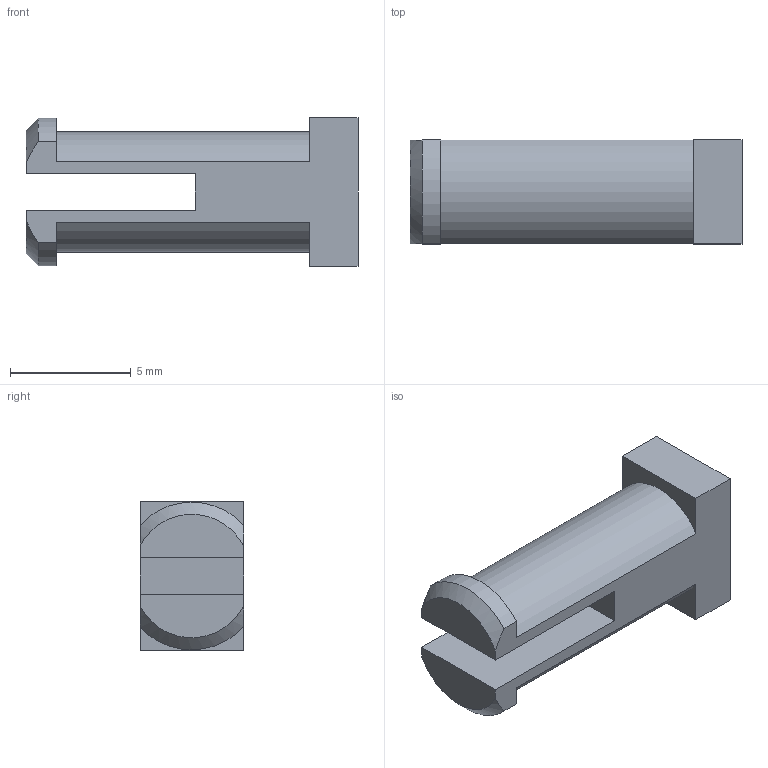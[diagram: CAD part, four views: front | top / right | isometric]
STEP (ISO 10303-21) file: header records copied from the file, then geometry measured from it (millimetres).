
FILE_DESCRIPTION(/* description */ (''),/* implementation_level */ '2;1');
FILE_NAME(/* name */ 'WristPin v1.step',/* time_stamp */ '2016-06-19T15:04:02-07:00',/* author */ (''),/* organization */ (''),/* preprocessor_version */ 'ST-DEVELOPER v16.5',/* originating_system */ 'Autodesk Translation Framework v5.0.0.3310',/* authorisation */ '');
FILE_SCHEMA (('AUTOMOTIVE_DESIGN { 1 0 10303 214 3 1 1 }'));
Length unit declared in the file: centimetre
Products named in the file (1): WristPin v1
Bounding box: 13.75 x 4.3 x 6.15 mm (x, y, z)
Volume: 229.7 mm3; surface area: 325.9 mm2
Topology: 1 solids, 1 shells, 20 faces, 54 edges, 36 vertices
Faces by surface type: plane 14, cylinder 4, cone 2
Entity records: 648 total; most frequent: CARTESIAN_POINT 119, ORIENTED_EDGE 108, DIRECTION 102, EDGE_CURVE 54, LINE 40, VECTOR 40, VERTEX_POINT 36, AXIS2_PLACEMENT_3D 31
